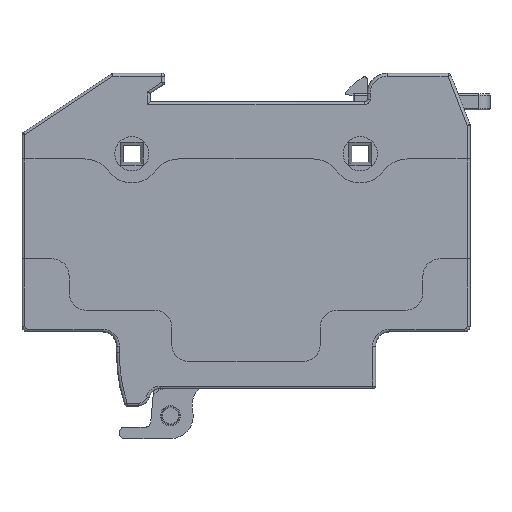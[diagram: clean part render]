
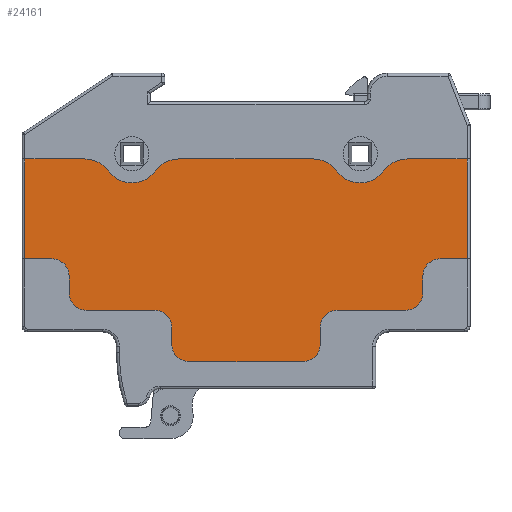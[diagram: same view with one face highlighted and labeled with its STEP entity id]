
A CAD part, front view. The second image highlights one B-rep face of the part: STEP entity #24161.
In plain terms, the highlighted planar face has unit normal (0, -1, 0).
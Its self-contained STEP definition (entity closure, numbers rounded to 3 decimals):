
#18824=DIRECTION('',(0.,0.,1.));
#18825=VECTOR('',#18824,17.5);
#18826=CARTESIAN_POINT('',(-38.75,0.3,12.8));
#18827=LINE('',#18826,#18825);
#18828=DIRECTION('',(-1.,0.,0.));
#18829=VECTOR('',#18828,10.501);
#18830=CARTESIAN_POINT('',(-28.249,0.3,30.3));
#18831=LINE('',#18830,#18829);
#18832=CARTESIAN_POINT('',(-28.249,0.3,25.2));
#18833=DIRECTION('',(0.,-1.,0.));
#18834=DIRECTION('',(0.809,0.,0.588));
#18835=AXIS2_PLACEMENT_3D('',#18832,#18833,#18834);
#18837=CARTESIAN_POINT('',(-20.,0.3,31.2));
#18838=DIRECTION('',(0.,1.,0.));
#18839=DIRECTION('',(0.809,0.,-0.588));
#18840=AXIS2_PLACEMENT_3D('',#18837,#18838,#18839);
#18842=CARTESIAN_POINT('',(-11.751,0.3,25.2));
#18843=DIRECTION('',(0.,-1.,0.));
#18844=DIRECTION('',(0.,0.,1.));
#18845=AXIS2_PLACEMENT_3D('',#18842,#18843,#18844);
#18847=DIRECTION('',(-1.,0.,0.));
#18848=VECTOR('',#18847,23.503);
#18849=CARTESIAN_POINT('',(11.751,0.3,30.3));
#18850=LINE('',#18849,#18848);
#18851=CARTESIAN_POINT('',(11.751,0.3,25.2));
#18852=DIRECTION('',(0.,-1.,0.));
#18853=DIRECTION('',(0.809,0.,0.588));
#18854=AXIS2_PLACEMENT_3D('',#18851,#18852,#18853);
#18856=CARTESIAN_POINT('',(20.,0.3,31.2));
#18857=DIRECTION('',(0.,1.,0.));
#18858=DIRECTION('',(0.809,0.,-0.588));
#18859=AXIS2_PLACEMENT_3D('',#18856,#18857,#18858);
#18861=CARTESIAN_POINT('',(28.249,0.3,25.2));
#18862=DIRECTION('',(0.,-1.,0.));
#18863=DIRECTION('',(0.,0.,1.));
#18864=AXIS2_PLACEMENT_3D('',#18861,#18862,#18863);
#18866=DIRECTION('',(-1.,0.,0.));
#18867=VECTOR('',#18866,10.501);
#18868=CARTESIAN_POINT('',(38.75,0.3,30.3));
#18869=LINE('',#18868,#18867);
#18870=DIRECTION('',(0.,0.,-1.));
#18871=VECTOR('',#18870,17.5);
#18872=CARTESIAN_POINT('',(38.75,0.3,30.3));
#18873=LINE('',#18872,#18871);
#18874=DIRECTION('',(1.,0.,0.));
#18875=VECTOR('',#18874,4.75);
#18876=CARTESIAN_POINT('',(34.,0.3,12.8));
#18877=LINE('',#18876,#18875);
#18878=CARTESIAN_POINT('',(34.,0.3,9.8));
#18879=DIRECTION('',(0.,1.,0.));
#18880=DIRECTION('',(-1.,0.,0.));
#18881=AXIS2_PLACEMENT_3D('',#18878,#18879,#18880);
#18883=DIRECTION('',(0.,0.,1.));
#18884=VECTOR('',#18883,3.);
#18885=CARTESIAN_POINT('',(31.,0.3,6.8));
#18886=LINE('',#18885,#18884);
#18887=CARTESIAN_POINT('',(28.,0.3,6.8));
#18888=DIRECTION('',(0.,-1.,0.));
#18889=DIRECTION('',(0.,0.,-1.));
#18890=AXIS2_PLACEMENT_3D('',#18887,#18888,#18889);
#18892=DIRECTION('',(1.,0.,0.));
#18893=VECTOR('',#18892,12.);
#18894=CARTESIAN_POINT('',(16.,0.3,3.8));
#18895=LINE('',#18894,#18893);
#18896=CARTESIAN_POINT('',(16.,0.3,0.8));
#18897=DIRECTION('',(0.,1.,0.));
#18898=DIRECTION('',(-1.,0.,0.));
#18899=AXIS2_PLACEMENT_3D('',#18896,#18897,#18898);
#18901=DIRECTION('',(0.,0.,1.));
#18902=VECTOR('',#18901,3.);
#18903=CARTESIAN_POINT('',(13.,0.3,-2.2));
#18904=LINE('',#18903,#18902);
#18905=CARTESIAN_POINT('',(10.,0.3,-2.2));
#18906=DIRECTION('',(0.,-1.,0.));
#18907=DIRECTION('',(0.,0.,-1.));
#18908=AXIS2_PLACEMENT_3D('',#18905,#18906,#18907);
#18910=DIRECTION('',(1.,0.,0.));
#18911=VECTOR('',#18910,20.);
#18912=CARTESIAN_POINT('',(-10.,0.3,-5.2));
#18913=LINE('',#18912,#18911);
#18914=CARTESIAN_POINT('',(-10.,0.3,-2.2));
#18915=DIRECTION('',(0.,-1.,0.));
#18916=DIRECTION('',(-1.,0.,0.));
#18917=AXIS2_PLACEMENT_3D('',#18914,#18915,#18916);
#18919=DIRECTION('',(0.,0.,-1.));
#18920=VECTOR('',#18919,3.);
#18921=CARTESIAN_POINT('',(-13.,0.3,0.8));
#18922=LINE('',#18921,#18920);
#18923=CARTESIAN_POINT('',(-16.,0.3,0.8));
#18924=DIRECTION('',(0.,1.,0.));
#18925=DIRECTION('',(0.,0.,1.));
#18926=AXIS2_PLACEMENT_3D('',#18923,#18924,#18925);
#18928=DIRECTION('',(1.,0.,0.));
#18929=VECTOR('',#18928,12.);
#18930=CARTESIAN_POINT('',(-28.,0.3,3.8));
#18931=LINE('',#18930,#18929);
#18932=CARTESIAN_POINT('',(-28.,0.3,6.8));
#18933=DIRECTION('',(0.,-1.,0.));
#18934=DIRECTION('',(-1.,0.,0.));
#18935=AXIS2_PLACEMENT_3D('',#18932,#18933,#18934);
#18937=DIRECTION('',(0.,0.,-1.));
#18938=VECTOR('',#18937,3.);
#18939=CARTESIAN_POINT('',(-31.,0.3,9.8));
#18940=LINE('',#18939,#18938);
#18941=CARTESIAN_POINT('',(-34.,0.3,9.8));
#18942=DIRECTION('',(0.,1.,0.));
#18943=DIRECTION('',(0.,0.,1.));
#18944=AXIS2_PLACEMENT_3D('',#18941,#18942,#18943);
#18946=DIRECTION('',(1.,0.,0.));
#18947=VECTOR('',#18946,4.75);
#18948=CARTESIAN_POINT('',(-38.75,0.3,12.8));
#18949=LINE('',#18948,#18947);
#19849=CARTESIAN_POINT('',(28.249,0.3,30.3));
#19850=CARTESIAN_POINT('',(24.124,0.3,28.2));
#19851=VERTEX_POINT('',#19849);
#19852=VERTEX_POINT('',#19850);
#19853=CARTESIAN_POINT('',(15.876,0.3,28.2));
#19854=VERTEX_POINT('',#19853);
#19855=CARTESIAN_POINT('',(11.751,0.3,30.3));
#19856=VERTEX_POINT('',#19855);
#19857=CARTESIAN_POINT('',(-11.751,0.3,30.3));
#19858=VERTEX_POINT('',#19857);
#19859=CARTESIAN_POINT('',(-15.876,0.3,28.2));
#19860=VERTEX_POINT('',#19859);
#19861=CARTESIAN_POINT('',(-24.124,0.3,28.2));
#19862=VERTEX_POINT('',#19861);
#19863=CARTESIAN_POINT('',(-28.249,0.3,30.3));
#19864=VERTEX_POINT('',#19863);
#19865=CARTESIAN_POINT('',(-34.,0.3,12.8));
#19866=CARTESIAN_POINT('',(-31.,0.3,9.8));
#19867=VERTEX_POINT('',#19865);
#19868=VERTEX_POINT('',#19866);
#19869=CARTESIAN_POINT('',(-31.,0.3,6.8));
#19870=VERTEX_POINT('',#19869);
#19871=CARTESIAN_POINT('',(-28.,0.3,3.8));
#19872=VERTEX_POINT('',#19871);
#19873=CARTESIAN_POINT('',(-16.,0.3,3.8));
#19874=VERTEX_POINT('',#19873);
#19875=CARTESIAN_POINT('',(-13.,0.3,0.8));
#19876=VERTEX_POINT('',#19875);
#19877=CARTESIAN_POINT('',(-13.,0.3,-2.2));
#19878=VERTEX_POINT('',#19877);
#19879=CARTESIAN_POINT('',(-10.,0.3,-5.2));
#19880=VERTEX_POINT('',#19879);
#19881=CARTESIAN_POINT('',(10.,0.3,-5.2));
#19882=VERTEX_POINT('',#19881);
#19883=CARTESIAN_POINT('',(13.,0.3,-2.2));
#19884=VERTEX_POINT('',#19883);
#19885=CARTESIAN_POINT('',(13.,0.3,0.8));
#19886=VERTEX_POINT('',#19885);
#19887=CARTESIAN_POINT('',(16.,0.3,3.8));
#19888=VERTEX_POINT('',#19887);
#19889=CARTESIAN_POINT('',(28.,0.3,3.8));
#19890=VERTEX_POINT('',#19889);
#19891=CARTESIAN_POINT('',(31.,0.3,6.8));
#19892=VERTEX_POINT('',#19891);
#19893=CARTESIAN_POINT('',(31.,0.3,9.8));
#19894=VERTEX_POINT('',#19893);
#19895=CARTESIAN_POINT('',(34.,0.3,12.8));
#19896=VERTEX_POINT('',#19895);
#20053=CARTESIAN_POINT('',(-38.75,0.3,12.8));
#20054=CARTESIAN_POINT('',(-38.75,0.3,30.3));
#20055=VERTEX_POINT('',#20053);
#20056=VERTEX_POINT('',#20054);
#20099=CARTESIAN_POINT('',(38.75,0.3,30.3));
#20100=VERTEX_POINT('',#20099);
#20101=CARTESIAN_POINT('',(38.75,0.3,12.8));
#20102=VERTEX_POINT('',#20101);
#24108=CARTESIAN_POINT('',(0.,0.3,0.));
#24109=DIRECTION('',(0.,-1.,0.));
#24110=DIRECTION('',(-1.,0.,0.));
#24111=AXIS2_PLACEMENT_3D('',#24108,#24109,#24110);
#24112=PLANE('',#24111);
#24113=ORIENTED_EDGE('',*,*,#24099,.T.);
#24114=ORIENTED_EDGE('',*,*,#22970,.F.);
#24115=ORIENTED_EDGE('',*,*,#22987,.F.);
#24116=ORIENTED_EDGE('',*,*,#23001,.F.);
#24117=ORIENTED_EDGE('',*,*,#23015,.F.);
#24118=ORIENTED_EDGE('',*,*,#23029,.F.);
#24119=ORIENTED_EDGE('',*,*,#23043,.F.);
#24120=ORIENTED_EDGE('',*,*,#23057,.F.);
#24121=ORIENTED_EDGE('',*,*,#23071,.F.);
#24122=ORIENTED_EDGE('',*,*,#23088,.F.);
#24124=ORIENTED_EDGE('',*,*,#24123,.T.);
#24126=ORIENTED_EDGE('',*,*,#24125,.F.);
#24128=ORIENTED_EDGE('',*,*,#24127,.F.);
#24130=ORIENTED_EDGE('',*,*,#24129,.F.);
#24132=ORIENTED_EDGE('',*,*,#24131,.F.);
#24134=ORIENTED_EDGE('',*,*,#24133,.F.);
#24136=ORIENTED_EDGE('',*,*,#24135,.F.);
#24138=ORIENTED_EDGE('',*,*,#24137,.F.);
#24140=ORIENTED_EDGE('',*,*,#24139,.F.);
#24142=ORIENTED_EDGE('',*,*,#24141,.F.);
#24144=ORIENTED_EDGE('',*,*,#24143,.F.);
#24146=ORIENTED_EDGE('',*,*,#24145,.F.);
#24148=ORIENTED_EDGE('',*,*,#24147,.F.);
#24150=ORIENTED_EDGE('',*,*,#24149,.F.);
#24152=ORIENTED_EDGE('',*,*,#24151,.F.);
#24154=ORIENTED_EDGE('',*,*,#24153,.F.);
#24156=ORIENTED_EDGE('',*,*,#24155,.F.);
#24158=ORIENTED_EDGE('',*,*,#24157,.F.);
#24159=EDGE_LOOP('',(#24113,#24114,#24115,#24116,#24117,#24118,#24119,#24120,
#24121,#24122,#24124,#24126,#24128,#24130,#24132,#24134,#24136,#24138,#24140,
#24142,#24144,#24146,#24148,#24150,#24152,#24154,#24156,#24158));
#24160=FACE_OUTER_BOUND('',#24159,.F.);
#24161=ADVANCED_FACE('',(#24160),#24112,.T.);
#18836=CIRCLE('',#18835,5.1);
#18841=CIRCLE('',#18840,5.1);
#18846=CIRCLE('',#18845,5.1);
#18855=CIRCLE('',#18854,5.1);
#18860=CIRCLE('',#18859,5.1);
#18865=CIRCLE('',#18864,5.1);
#18882=CIRCLE('',#18881,3.);
#18891=CIRCLE('',#18890,3.);
#18900=CIRCLE('',#18899,3.);
#18909=CIRCLE('',#18908,3.);
#18918=CIRCLE('',#18917,3.);
#18927=CIRCLE('',#18926,3.);
#18936=CIRCLE('',#18935,3.);
#18945=CIRCLE('',#18944,3.);
#22970=EDGE_CURVE('',#19864,#20056,#18831,.T.);
#22987=EDGE_CURVE('',#19862,#19864,#18836,.T.);
#23001=EDGE_CURVE('',#19860,#19862,#18841,.T.);
#23015=EDGE_CURVE('',#19858,#19860,#18846,.T.);
#23029=EDGE_CURVE('',#19856,#19858,#18850,.T.);
#23043=EDGE_CURVE('',#19854,#19856,#18855,.T.);
#23057=EDGE_CURVE('',#19852,#19854,#18860,.T.);
#23071=EDGE_CURVE('',#19851,#19852,#18865,.T.);
#23088=EDGE_CURVE('',#20100,#19851,#18869,.T.);
#24099=EDGE_CURVE('',#20055,#20056,#18827,.T.);
#24123=EDGE_CURVE('',#20100,#20102,#18873,.T.);
#24125=EDGE_CURVE('',#19896,#20102,#18877,.T.);
#24127=EDGE_CURVE('',#19894,#19896,#18882,.T.);
#24129=EDGE_CURVE('',#19892,#19894,#18886,.T.);
#24131=EDGE_CURVE('',#19890,#19892,#18891,.T.);
#24133=EDGE_CURVE('',#19888,#19890,#18895,.T.);
#24135=EDGE_CURVE('',#19886,#19888,#18900,.T.);
#24137=EDGE_CURVE('',#19884,#19886,#18904,.T.);
#24139=EDGE_CURVE('',#19882,#19884,#18909,.T.);
#24141=EDGE_CURVE('',#19880,#19882,#18913,.T.);
#24143=EDGE_CURVE('',#19878,#19880,#18918,.T.);
#24145=EDGE_CURVE('',#19876,#19878,#18922,.T.);
#24147=EDGE_CURVE('',#19874,#19876,#18927,.T.);
#24149=EDGE_CURVE('',#19872,#19874,#18931,.T.);
#24151=EDGE_CURVE('',#19870,#19872,#18936,.T.);
#24153=EDGE_CURVE('',#19868,#19870,#18940,.T.);
#24155=EDGE_CURVE('',#19867,#19868,#18945,.T.);
#24157=EDGE_CURVE('',#20055,#19867,#18949,.T.);
